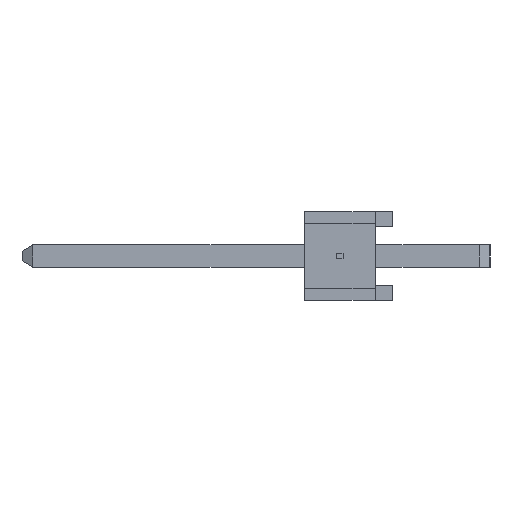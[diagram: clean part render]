
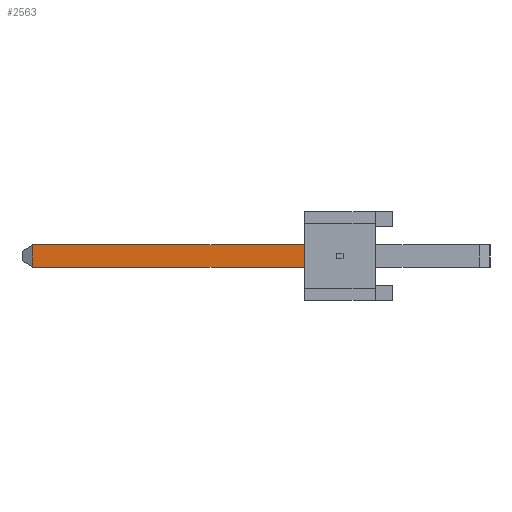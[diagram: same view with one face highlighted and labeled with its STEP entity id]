
A CAD part, left-side view. The second image highlights one B-rep face of the part: STEP entity #2563.
In plain terms, the highlighted planar face has unit normal (-1, 0, 0).
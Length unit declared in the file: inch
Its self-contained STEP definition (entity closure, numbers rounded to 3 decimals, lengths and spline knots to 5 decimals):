
#2563 = ADVANCED_FACE( '', ( #5279 ), #5280, .F. );
#5279 = FACE_OUTER_BOUND( '', #8087, .T. );
#5280 = PLANE( '', #8088 );
#8087 = EDGE_LOOP( '', ( #15733, #15734, #15735, #15736 ) );
#8088 = AXIS2_PLACEMENT_3D( '', #15737, #15738, #15739 );
#15733 = ORIENTED_EDGE( '', *, *, #18266, .T. );
#15734 = ORIENTED_EDGE( '', *, *, #19791, .T. );
#15735 = ORIENTED_EDGE( '', *, *, #18077, .F. );
#15736 = ORIENTED_EDGE( '', *, *, #19041, .F. );
#15737 = CARTESIAN_POINT( '', ( -0.8625, 0.53, 0.0125 ) );
#15738 = DIRECTION( '', ( 1., 0., 0. ) );
#15739 = DIRECTION( '', ( 0., 0., -1. ) );
#18077 = EDGE_CURVE( '', #22242, #22244, #22245, .T. );
#18266 = EDGE_CURVE( '', #22548, #21888, #22549, .T. );
#19041 = EDGE_CURVE( '', #22548, #22242, #23615, .T. );
#19791 = EDGE_CURVE( '', #21888, #22244, #24476, .T. );
#21888 = VERTEX_POINT( '', #27516 );
#22242 = VERTEX_POINT( '', #28045 );
#22244 = VERTEX_POINT( '', #28048 );
#22245 = LINE( '', #28049, #28050 );
#22548 = VERTEX_POINT( '', #28517 );
#22549 = LINE( '', #28518, #28519 );
#23615 = LINE( '', #30159, #30160 );
#24476 = LINE( '', #31457, #31458 );
#27516 = CARTESIAN_POINT( '', ( -0.8625, 0.518, -0.0125 ) );
#28045 = CARTESIAN_POINT( '', ( -0.8625, 0.165, 0.0125 ) );
#28048 = CARTESIAN_POINT( '', ( -0.8625, 0.165, -0.0125 ) );
#28049 = CARTESIAN_POINT( '', ( -0.8625, 0.165, 0.0125 ) );
#28050 = VECTOR( '', #32739, 39.37008 );
#28517 = CARTESIAN_POINT( '', ( -0.8625, 0.518, 0.0125 ) );
#28518 = CARTESIAN_POINT( '', ( -0.8625, 0.518, 0.1 ) );
#28519 = VECTOR( '', #32904, 39.37008 );
#30159 = CARTESIAN_POINT( '', ( -0.8625, 0.53, 0.0125 ) );
#30160 = VECTOR( '', #33479, 39.37008 );
#31457 = CARTESIAN_POINT( '', ( -0.8625, 0.53, -0.0125 ) );
#31458 = VECTOR( '', #33916, 39.37008 );
#32739 = DIRECTION( '', ( 0., 0., -1. ) );
#32904 = DIRECTION( '', ( 0., 0., -1. ) );
#33479 = DIRECTION( '', ( 0., -1., 0. ) );
#33916 = DIRECTION( '', ( 0., -1., 0. ) );
